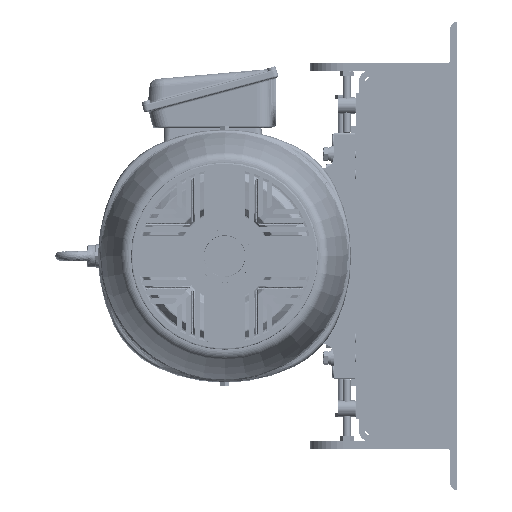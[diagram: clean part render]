
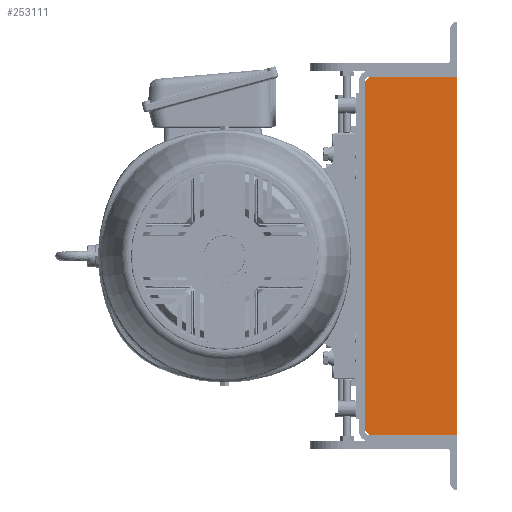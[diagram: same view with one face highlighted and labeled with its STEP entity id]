
A CAD part, left-side view. The second image highlights one B-rep face of the part: STEP entity #253111.
In plain terms, the highlighted planar face has unit normal (-1, 0, 0).
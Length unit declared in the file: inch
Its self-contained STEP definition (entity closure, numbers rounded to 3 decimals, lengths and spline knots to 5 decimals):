
#5146 = VERTEX_POINT ( 'NONE', #38068 ) ;
#14870 = VECTOR ( 'NONE', #286081, 39.37008 ) ;
#17996 = VECTOR ( 'NONE', #117767, 39.37008 ) ;
#19522 = ORIENTED_EDGE ( 'NONE', *, *, #315964, .F. ) ;
#19980 = DIRECTION ( 'NONE',  ( 0., -1., 0. ) ) ;
#24084 = DIRECTION ( 'NONE',  ( 0., 1., 0. ) ) ;
#25770 = EDGE_LOOP ( 'NONE', ( #222912, #331266, #19522, #308400, #286894, #180141 ) ) ;
#31378 = CARTESIAN_POINT ( 'NONE',  ( 0., 5.375, -22.375 ) ) ;
#34275 = CARTESIAN_POINT ( 'NONE',  ( 0., 0., -22.375 ) ) ;
#37477 = AXIS2_PLACEMENT_3D ( 'NONE', #86777, #141568, #338562 ) ;
#38068 = CARTESIAN_POINT ( 'NONE',  ( 0., 5.375, -0.375 ) ) ;
#62827 = VERTEX_POINT ( 'NONE', #31378 ) ;
#66579 = VERTEX_POINT ( 'NONE', #91251 ) ;
#69171 = CARTESIAN_POINT ( 'NONE',  ( 0., 5.625, -22.125 ) ) ;
#76699 = CARTESIAN_POINT ( 'NONE',  ( 0., 5.625, -22.125 ) ) ;
#81727 = CARTESIAN_POINT ( 'NONE',  ( 0., 5.375, -0.375 ) ) ;
#86777 = CARTESIAN_POINT ( 'NONE',  ( 0., 0., 0.1433 ) ) ;
#91251 = CARTESIAN_POINT ( 'NONE',  ( 0., 0., -0.375 ) ) ;
#104706 = FACE_OUTER_BOUND ( 'NONE', #25770, .T. ) ;
#109100 = DIRECTION ( 'NONE',  ( 0., -0.707, 0.707 ) ) ;
#109658 = EDGE_CURVE ( 'NONE', #62827, #312628, #205161, .T. ) ;
#115177 = LINE ( 'NONE', #157809, #221955 ) ;
#117767 = DIRECTION ( 'NONE',  ( 0., 0., -1. ) ) ;
#123770 = VECTOR ( 'NONE', #19980, 39.37008 ) ;
#128487 = CARTESIAN_POINT ( 'NONE',  ( 0., 0., -0.375 ) ) ;
#128908 = LINE ( 'NONE', #34275, #17996 ) ;
#140833 = VERTEX_POINT ( 'NONE', #308161 ) ;
#141568 = DIRECTION ( 'NONE',  ( -1., 0., 0. ) ) ;
#157809 = CARTESIAN_POINT ( 'NONE',  ( 0., 5.375, -22.375 ) ) ;
#180141 = ORIENTED_EDGE ( 'NONE', *, *, #291331, .F. ) ;
#205161 = LINE ( 'NONE', #69171, #277899 ) ;
#207481 = EDGE_CURVE ( 'NONE', #312628, #140833, #241317, .T. ) ;
#221955 = VECTOR ( 'NONE', #24084, 39.37008 ) ;
#222912 = ORIENTED_EDGE ( 'NONE', *, *, #338313, .F. ) ;
#230023 = EDGE_CURVE ( 'NONE', #5146, #66579, #316090, .T. ) ;
#233396 = CARTESIAN_POINT ( 'NONE',  ( 0., 5.625, -0.625 ) ) ;
#236198 = DIRECTION ( 'NONE',  ( 0., 0.707, 0.707 ) ) ;
#241317 = LINE ( 'NONE', #233396, #14870 ) ;
#250273 = PLANE ( 'NONE',  #37477 ) ;
#253111 = ADVANCED_FACE ( 'NONE', ( #104706 ), #250273, .T. ) ;
#257808 = CARTESIAN_POINT ( 'NONE',  ( 0., 0., -22.375 ) ) ;
#277899 = VECTOR ( 'NONE', #236198, 39.37008 ) ;
#286081 = DIRECTION ( 'NONE',  ( 0., 0., 1. ) ) ;
#286894 = ORIENTED_EDGE ( 'NONE', *, *, #109658, .F. ) ;
#289665 = VERTEX_POINT ( 'NONE', #257808 ) ;
#291331 = EDGE_CURVE ( 'NONE', #289665, #62827, #115177, .T. ) ;
#295587 = LINE ( 'NONE', #81727, #346647 ) ;
#308161 = CARTESIAN_POINT ( 'NONE',  ( 0., 5.625, -0.625 ) ) ;
#308400 = ORIENTED_EDGE ( 'NONE', *, *, #207481, .F. ) ;
#312628 = VERTEX_POINT ( 'NONE', #76699 ) ;
#315964 = EDGE_CURVE ( 'NONE', #140833, #5146, #295587, .T. ) ;
#316090 = LINE ( 'NONE', #128487, #123770 ) ;
#331266 = ORIENTED_EDGE ( 'NONE', *, *, #230023, .F. ) ;
#338313 = EDGE_CURVE ( 'NONE', #66579, #289665, #128908, .T. ) ;
#338562 = DIRECTION ( 'NONE',  ( 0., 0., 1. ) ) ;
#346647 = VECTOR ( 'NONE', #109100, 39.37008 ) ;
